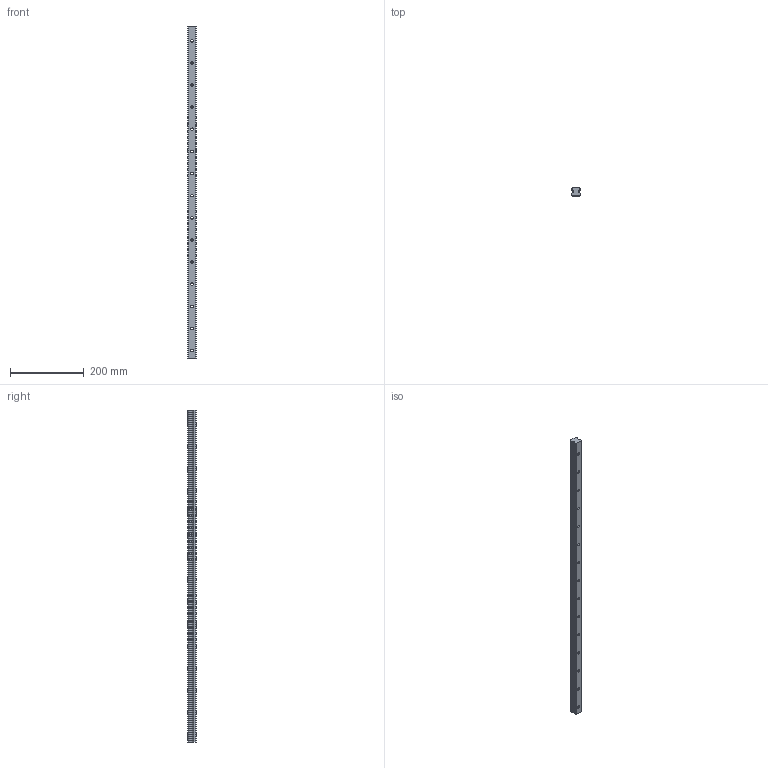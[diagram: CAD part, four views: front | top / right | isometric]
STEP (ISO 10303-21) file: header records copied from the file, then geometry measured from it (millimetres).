
FILE_DESCRIPTION (( 'STEP AP203' ), '1' );
FILE_NAME ('linerrailHGGR25.STEP', '2017-12-25T02:19:21', ( '' ), ( '' ), 'SwSTEP 2.0', 'SolidWorks 2018', '' );
FILE_SCHEMA (( 'CONFIG_CONTROL_DESIGN' ));
Length unit declared in the file: millimetre
Products named in the file (1): linerrailHGGR25
Bounding box: 23 x 22 x 900 mm (x, y, z)
Volume: 374245 mm3; surface area: 90542.8 mm2
Topology: 1 solids, 1 shells, 119 faces, 306 edges, 204 vertices
Faces by surface type: cylinder 82, plane 37
Entity records: 3841 total; most frequent: DIRECTION 710, CARTESIAN_POINT 630, ORIENTED_EDGE 612, EDGE_CURVE 306, AXIS2_PLACEMENT_3D 284, VERTEX_POINT 204, CIRCLE 164, EDGE_LOOP 164
